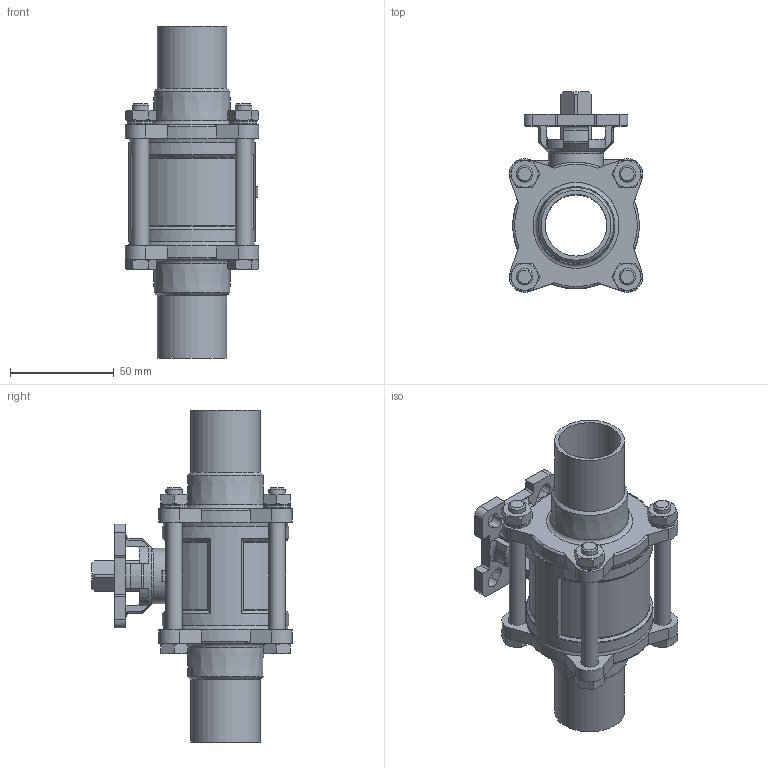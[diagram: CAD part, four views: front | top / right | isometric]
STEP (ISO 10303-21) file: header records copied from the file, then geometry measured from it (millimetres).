
FILE_DESCRIPTION(/* description */ ('STEP AP214'),/* implementation_level */ '2;1');
FILE_NAME(/* name */ '4783597_VZBD-1-W3-16-T-2-F0405-V14V14',/* time_stamp */ '2024-09-18T01:23:44+02:00',/* author */ ('License CC BY-ND 4.0'),/* organization */ ('CADENAS'),/* preprocessor_version */ 'ST-DEVELOPER v19.3',/* originating_system */ 'PARTsolutions',/* authorisation */ ' ');
FILE_SCHEMA (('AUTOMOTIVE_DESIGN {1 0 10303 214 3 1 1}'));
Length unit declared in the file: millimetre
Products named in the file (1): 4783597 VZBD-1-W3-16-T-2-F0405-V14V14
Bounding box: 64.51 x 96.65 x 160 mm (x, y, z)
Volume: 208153.2 mm3; surface area: 65595 mm2
Topology: 1 solids, 1 shells, 387 faces, 948 edges, 588 vertices
Faces by surface type: plane 153, cone 116, cylinder 77, torus 41
Full cylindrical faces by diameter (mm): 4.917 x1, 8 x8, 8.6 x9, 13 x4, 19 x1, 26.6 x1, 29.7 x1, 30.5 x1, 33.7 x2, 61 x1
Entity records: 11384 total; most frequent: CARTESIAN_POINT 2755, ORIENTED_EDGE 1770, DIRECTION 1718, EDGE_CURVE 885, AXIS2_PLACEMENT_3D 723, VERTEX_POINT 578, EDGE_LOOP 495, FACE_BOUND 495
